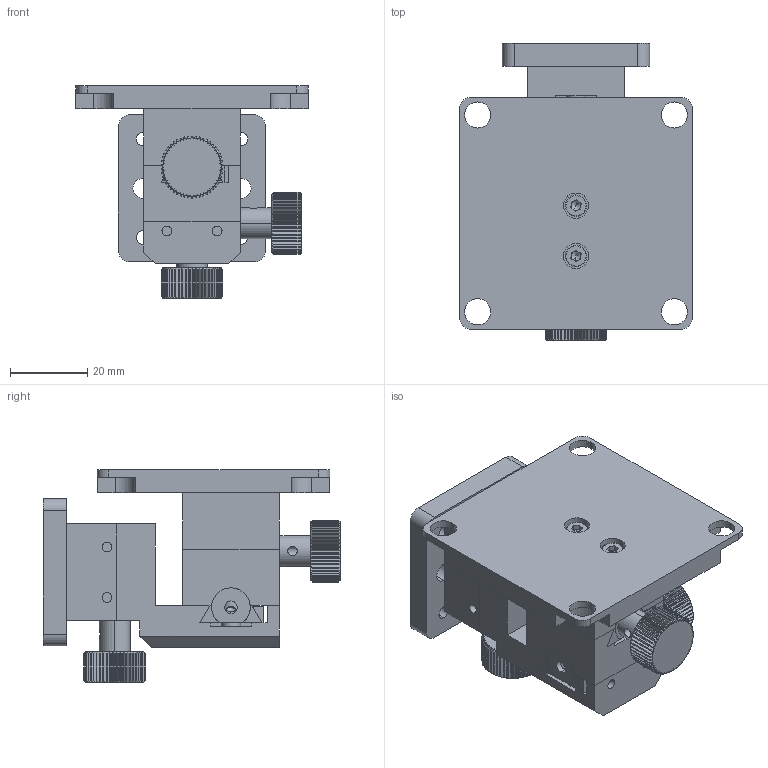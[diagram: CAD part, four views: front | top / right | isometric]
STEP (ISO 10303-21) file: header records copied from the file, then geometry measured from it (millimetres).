
FILE_DESCRIPTION (( 'STEP AP203' ), '1' );
FILE_NAME ('06UTS-3.STEP', '2016-05-16T08:50:08', ( '' ), ( '' ), 'SwSTEP 2.0', 'SolidWorks 2016', '' );
FILE_SCHEMA (( 'CONFIG_CONTROL_DESIGN' ));
Length unit declared in the file: millimetre
Products named in the file (11): 06UTS306; U-F1-06UTS301-D3; 06UTS307; Hexagon Socket Head Cap Screw_JIS_JIS B 1176 M3 x 6 (6) --N; 06UTS3E1_英制; U-F1-06UTS3E8-D2_U-F1-06UTS3E8-D2; 06UTS305; U-F1-06UTS302-D2; U-F1-06UTS303-D3; 06UTS-3; U-F1-06UTS304-D2
Assembly tree (21 placements, depth 2):
  06UTS-3
    U-F1-06UTS3E8-D2_U-F1-06UTS3E8-D2
    U-F1-06UTS302-D2
    U-F1-06UTS301-D3
    U-F1-06UTS303-D3
    U-F1-06UTS304-D2
    06UTS305  x2
    06UTS306  x6
    06UTS307  x3
    06UTS3E1_英制
    Hexagon Socket Head Cap Screw_JIS_JIS B 1176 M3 x 6 (6) --N  x4
Bounding box: 60 x 76.9 x 54.9 mm (x, y, z)
Volume: 70318 mm3; surface area: 36498.6 mm2
Topology: 21 solids, 21 shells, 1191 faces, 3291 edges, 2142 vertices
Faces by surface type: plane 531, cone 336, cylinder 308, torus 16
Entity records: 19011 total; most frequent: CARTESIAN_POINT 3732, ORIENTED_EDGE 2938, DIRECTION 2840, EDGE_CURVE 1469, AXIS2_PLACEMENT_3D 1011, VERTEX_POINT 959, LINE 818, VECTOR 818
